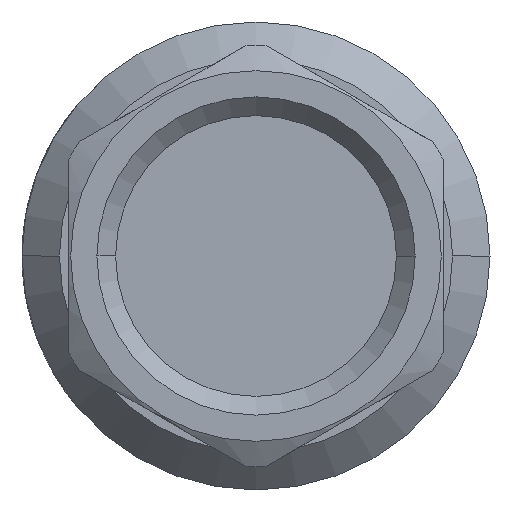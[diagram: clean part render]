
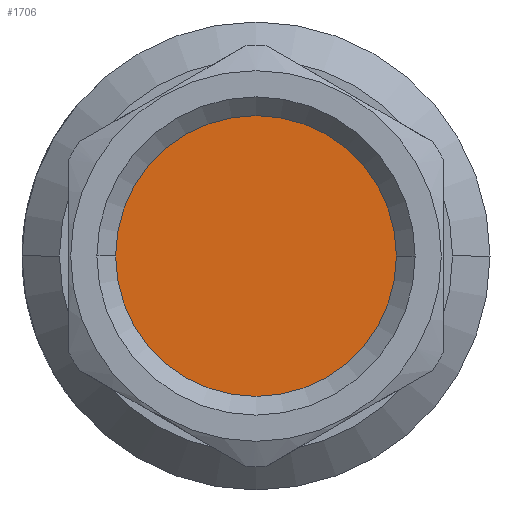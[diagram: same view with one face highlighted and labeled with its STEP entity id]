
A CAD part, left-side view. The second image highlights one B-rep face of the part: STEP entity #1706.
In plain terms, the highlighted planar face has unit normal (-1, 0, 0).
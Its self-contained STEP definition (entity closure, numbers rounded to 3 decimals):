
#6 = EDGE_CURVE ( 'NONE', #659, #658, #227, .T. ) ;
#126 = FACE_OUTER_BOUND ( 'NONE', #870, .T. ) ;
#225 = AXIS2_PLACEMENT_3D ( 'NONE', #641, #642, #643 ) ;
#227 = CIRCLE ( 'NONE', #225, 7.5 ) ;
#592 = PLANE ( 'NONE',  #1860 ) ;
#593 = CARTESIAN_POINT ( 'NONE',  ( -50.3, 0., 0. ) ) ;
#594 = DIRECTION ( 'NONE',  ( -1., 0., 0. ) ) ;
#595 = DIRECTION ( 'NONE',  ( 0., 0., 1. ) ) ;
#641 = CARTESIAN_POINT ( 'NONE',  ( -50.3, 0., 0. ) ) ;
#642 = DIRECTION ( 'NONE',  ( -1., 0., 0. ) ) ;
#643 = DIRECTION ( 'NONE',  ( 0., -1., 0. ) ) ;
#658 = VERTEX_POINT ( 'NONE', #2075 ) ;
#659 = VERTEX_POINT ( 'NONE', #2088 ) ;
#870 = EDGE_LOOP ( 'NONE', ( #1683, #1680 ) ) ;
#1032 = CARTESIAN_POINT ( 'NONE',  ( -50.3, 0., 0. ) ) ;
#1033 = DIRECTION ( 'NONE',  ( -1., 0., 0. ) ) ;
#1034 = DIRECTION ( 'NONE',  ( 0., -1., 0. ) ) ;
#1680 = ORIENTED_EDGE ( 'NONE', *, *, #1741, .T. ) ;
#1683 = ORIENTED_EDGE ( 'NONE', *, *, #6, .T. ) ;
#1706 = ADVANCED_FACE ( 'NONE', ( #126 ), #592, .T. ) ;
#1741 = EDGE_CURVE ( 'NONE', #658, #659, #1786, .T. ) ;
#1786 = CIRCLE ( 'NONE', #1872, 7.5 ) ;
#1860 = AXIS2_PLACEMENT_3D ( 'NONE', #593, #594, #595 ) ;
#1872 = AXIS2_PLACEMENT_3D ( 'NONE', #1032, #1033, #1034 ) ;
#2075 = CARTESIAN_POINT ( 'NONE',  ( -50.3, 7.5, 0. ) ) ;
#2088 = CARTESIAN_POINT ( 'NONE',  ( -50.3, -7.5, 0. ) ) ;
